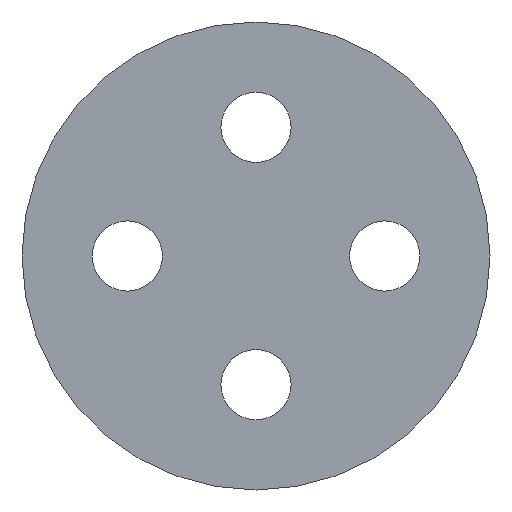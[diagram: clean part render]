
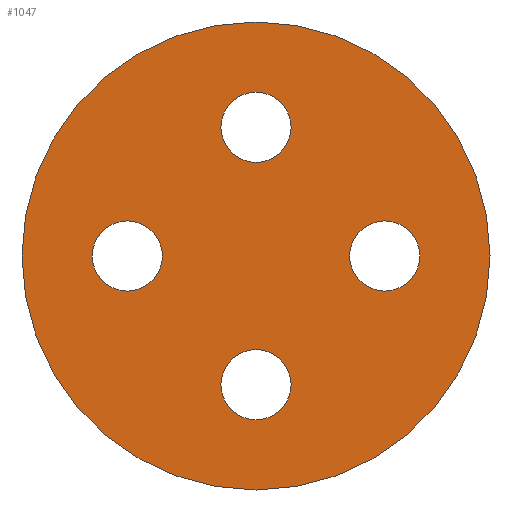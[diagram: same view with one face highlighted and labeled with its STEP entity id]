
A CAD part, front view. The second image highlights one B-rep face of the part: STEP entity #1047.
In plain terms, the highlighted planar face has unit normal (0, -1, 0).
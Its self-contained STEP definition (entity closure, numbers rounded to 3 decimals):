
#11 = DIRECTION ( 'NONE',  ( 0., 0., 1. ) ) ;
#13 = VERTEX_POINT ( 'NONE', #989 ) ;
#16 = DIRECTION ( 'NONE',  ( 0., 1., 0. ) ) ;
#26 = EDGE_LOOP ( 'NONE', ( #334, #754 ) ) ;
#37 = EDGE_CURVE ( 'NONE', #13, #471, #1028, .T. ) ;
#48 = EDGE_CURVE ( 'NONE', #378, #85, #585, .T. ) ;
#83 = CARTESIAN_POINT ( 'NONE',  ( -5.5, 0., 0. ) ) ;
#85 = VERTEX_POINT ( 'NONE', #436 ) ;
#101 = ORIENTED_EDGE ( 'NONE', *, *, #48, .T. ) ;
#127 = EDGE_CURVE ( 'NONE', #355, #572, #255, .T. ) ;
#132 = DIRECTION ( 'NONE',  ( 0., 0., 1. ) ) ;
#133 = DIRECTION ( 'NONE',  ( 0., 1., 0. ) ) ;
#144 = CARTESIAN_POINT ( 'NONE',  ( 0., 0., -10. ) ) ;
#156 = EDGE_CURVE ( 'NONE', #85, #378, #672, .T. ) ;
#183 = VERTEX_POINT ( 'NONE', #1032 ) ;
#191 = DIRECTION ( 'NONE',  ( 0., 0., 1. ) ) ;
#192 = DIRECTION ( 'NONE',  ( 0., 0., 1. ) ) ;
#197 = VERTEX_POINT ( 'NONE', #601 ) ;
#198 = CARTESIAN_POINT ( 'NONE',  ( 5.5, 0., 0. ) ) ;
#200 = AXIS2_PLACEMENT_3D ( 'NONE', #198, #366, #610 ) ;
#209 = CARTESIAN_POINT ( 'NONE',  ( -5.5, 0., 0. ) ) ;
#227 = DIRECTION ( 'NONE',  ( 0., 1., 0. ) ) ;
#249 = DIRECTION ( 'NONE',  ( 0., 1., 0. ) ) ;
#255 = CIRCLE ( 'NONE', #580, 10. ) ;
#260 = AXIS2_PLACEMENT_3D ( 'NONE', #978, #227, #555 ) ;
#282 = CIRCLE ( 'NONE', #606, 1.5 ) ;
#301 = DIRECTION ( 'NONE',  ( 0., 0., 1. ) ) ;
#334 = ORIENTED_EDGE ( 'NONE', *, *, #783, .T. ) ;
#355 = VERTEX_POINT ( 'NONE', #703 ) ;
#357 = EDGE_CURVE ( 'NONE', #841, #183, #1030, .T. ) ;
#363 = CARTESIAN_POINT ( 'NONE',  ( 0., 0., -5.5 ) ) ;
#366 = DIRECTION ( 'NONE',  ( 0., 1., 0. ) ) ;
#378 = VERTEX_POINT ( 'NONE', #868 ) ;
#402 = DIRECTION ( 'NONE',  ( 0., 1., 0. ) ) ;
#403 = CARTESIAN_POINT ( 'NONE',  ( 0., 0., 5.5 ) ) ;
#410 = DIRECTION ( 'NONE',  ( 0., 0., 1. ) ) ;
#436 = CARTESIAN_POINT ( 'NONE',  ( 5.5, 0., -1.5 ) ) ;
#440 = DIRECTION ( 'NONE',  ( 0., 1., 0. ) ) ;
#459 = CIRCLE ( 'NONE', #685, 1.5 ) ;
#464 = EDGE_CURVE ( 'NONE', #572, #355, #795, .T. ) ;
#471 = VERTEX_POINT ( 'NONE', #878 ) ;
#473 = EDGE_CURVE ( 'NONE', #183, #841, #459, .T. ) ;
#483 = AXIS2_PLACEMENT_3D ( 'NONE', #209, #877, #132 ) ;
#516 = ORIENTED_EDGE ( 'NONE', *, *, #819, .T. ) ;
#520 = CARTESIAN_POINT ( 'NONE',  ( 0., 0., 0. ) ) ;
#538 = CARTESIAN_POINT ( 'NONE',  ( 0., 0., 0. ) ) ;
#542 = AXIS2_PLACEMENT_3D ( 'NONE', #890, #721, #1060 ) ;
#550 = FACE_BOUND ( 'NONE', #954, .T. ) ;
#555 = DIRECTION ( 'NONE',  ( 0., 0., 1. ) ) ;
#572 = VERTEX_POINT ( 'NONE', #144 ) ;
#580 = AXIS2_PLACEMENT_3D ( 'NONE', #520, #440, #191 ) ;
#585 = CIRCLE ( 'NONE', #260, 1.5 ) ;
#590 = AXIS2_PLACEMENT_3D ( 'NONE', #363, #775, #797 ) ;
#592 = ORIENTED_EDGE ( 'NONE', *, *, #357, .T. ) ;
#597 = ORIENTED_EDGE ( 'NONE', *, *, #37, .T. ) ;
#601 = CARTESIAN_POINT ( 'NONE',  ( -5.5, 0., -1.5 ) ) ;
#606 = AXIS2_PLACEMENT_3D ( 'NONE', #83, #16, #11 ) ;
#610 = DIRECTION ( 'NONE',  ( 0., 0., 1. ) ) ;
#611 = CARTESIAN_POINT ( 'NONE',  ( 0., 0., -4. ) ) ;
#619 = ORIENTED_EDGE ( 'NONE', *, *, #464, .F. ) ;
#621 = CIRCLE ( 'NONE', #483, 1.5 ) ;
#627 = CARTESIAN_POINT ( 'NONE',  ( 0., 0., -5.5 ) ) ;
#646 = FACE_OUTER_BOUND ( 'NONE', #836, .T. ) ;
#665 = AXIS2_PLACEMENT_3D ( 'NONE', #757, #402, #1075 ) ;
#672 = CIRCLE ( 'NONE', #200, 1.5 ) ;
#677 = EDGE_LOOP ( 'NONE', ( #869, #101 ) ) ;
#685 = AXIS2_PLACEMENT_3D ( 'NONE', #627, #133, #192 ) ;
#698 = ORIENTED_EDGE ( 'NONE', *, *, #127, .F. ) ;
#703 = CARTESIAN_POINT ( 'NONE',  ( 0., 0., 10. ) ) ;
#705 = CARTESIAN_POINT ( 'NONE',  ( -5.5, 0., 1.5 ) ) ;
#721 = DIRECTION ( 'NONE',  ( 0., 1., 0. ) ) ;
#735 = FACE_BOUND ( 'NONE', #26, .T. ) ;
#754 = ORIENTED_EDGE ( 'NONE', *, *, #994, .T. ) ;
#757 = CARTESIAN_POINT ( 'NONE',  ( 0., 0., 5.5 ) ) ;
#775 = DIRECTION ( 'NONE',  ( 0., 1., 0. ) ) ;
#780 = DIRECTION ( 'NONE',  ( 0., 1., 0. ) ) ;
#783 = EDGE_CURVE ( 'NONE', #197, #892, #282, .T. ) ;
#795 = CIRCLE ( 'NONE', #972, 10. ) ;
#797 = DIRECTION ( 'NONE',  ( 0., 0., 1. ) ) ;
#819 = EDGE_CURVE ( 'NONE', #471, #13, #944, .T. ) ;
#836 = EDGE_LOOP ( 'NONE', ( #619, #698 ) ) ;
#841 = VERTEX_POINT ( 'NONE', #611 ) ;
#868 = CARTESIAN_POINT ( 'NONE',  ( 5.5, 0., 1.5 ) ) ;
#869 = ORIENTED_EDGE ( 'NONE', *, *, #156, .T. ) ;
#877 = DIRECTION ( 'NONE',  ( 0., 1., 0. ) ) ;
#878 = CARTESIAN_POINT ( 'NONE',  ( 0., 0., 4. ) ) ;
#890 = CARTESIAN_POINT ( 'NONE',  ( 0., 0., 0. ) ) ;
#892 = VERTEX_POINT ( 'NONE', #705 ) ;
#902 = FACE_BOUND ( 'NONE', #677, .T. ) ;
#926 = AXIS2_PLACEMENT_3D ( 'NONE', #403, #249, #410 ) ;
#931 = ORIENTED_EDGE ( 'NONE', *, *, #473, .T. ) ;
#944 = CIRCLE ( 'NONE', #665, 1.5 ) ;
#954 = EDGE_LOOP ( 'NONE', ( #516, #597 ) ) ;
#972 = AXIS2_PLACEMENT_3D ( 'NONE', #538, #780, #301 ) ;
#973 = FACE_BOUND ( 'NONE', #1074, .T. ) ;
#978 = CARTESIAN_POINT ( 'NONE',  ( 5.5, 0., 0. ) ) ;
#989 = CARTESIAN_POINT ( 'NONE',  ( 0., 0., 7. ) ) ;
#994 = EDGE_CURVE ( 'NONE', #892, #197, #621, .T. ) ;
#1028 = CIRCLE ( 'NONE', #926, 1.5 ) ;
#1030 = CIRCLE ( 'NONE', #590, 1.5 ) ;
#1032 = CARTESIAN_POINT ( 'NONE',  ( 0., 0., -7. ) ) ;
#1047 = ADVANCED_FACE ( 'NONE', ( #646, #973, #902, #550, #735 ), #1073, .F. ) ;
#1060 = DIRECTION ( 'NONE',  ( 0., 0., 1. ) ) ;
#1073 = PLANE ( 'NONE',  #542 ) ;
#1074 = EDGE_LOOP ( 'NONE', ( #931, #592 ) ) ;
#1075 = DIRECTION ( 'NONE',  ( 0., 0., 1. ) ) ;
